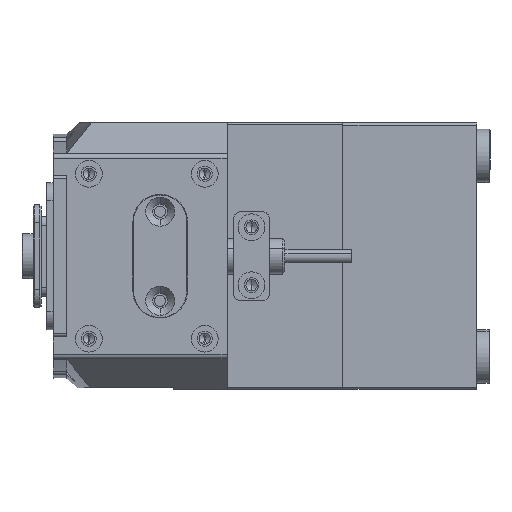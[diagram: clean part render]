
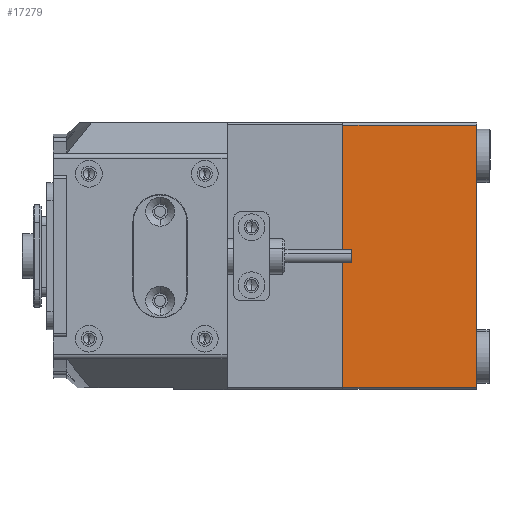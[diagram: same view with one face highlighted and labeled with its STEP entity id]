
A CAD part, left-side view. The second image highlights one B-rep face of the part: STEP entity #17279.
In plain terms, the highlighted planar face has unit normal (-1, 0, 0).
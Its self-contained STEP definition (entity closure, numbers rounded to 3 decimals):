
#2634 = VERTEX_POINT ( 'NONE', #41652 ) ;
#2982 = DIRECTION ( 'NONE',  ( 1., 0., 0. ) ) ;
#6529 = EDGE_CURVE ( 'NONE', #8045, #2634, #15295, .T. ) ;
#8045 = VERTEX_POINT ( 'NONE', #33944 ) ;
#8378 = DIRECTION ( 'NONE',  ( 0., 1., 0. ) ) ;
#9906 = DIRECTION ( 'NONE',  ( 0., 0., 1. ) ) ;
#11991 = CARTESIAN_POINT ( 'NONE',  ( -50.5, 29.4, -30. ) ) ;
#13590 = CARTESIAN_POINT ( 'NONE',  ( -50.5, -29.4, -30. ) ) ;
#15295 = LINE ( 'NONE', #27117, #26078 ) ;
#17279 = ADVANCED_FACE ( 'NONE', ( #47943 ), #45112, .F. ) ;
#17904 = VECTOR ( 'NONE', #42019, 1000. ) ;
#17970 = LINE ( 'NONE', #13590, #47271 ) ;
#18108 = VERTEX_POINT ( 'NONE', #31529 ) ;
#22801 = CARTESIAN_POINT ( 'NONE',  ( -50.5, 29.4, -30. ) ) ;
#22859 = VECTOR ( 'NONE', #38027, 1000. ) ;
#26078 = VECTOR ( 'NONE', #8378, 1000. ) ;
#26916 = AXIS2_PLACEMENT_3D ( 'NONE', #48794, #2982, #48464 ) ;
#27117 = CARTESIAN_POINT ( 'NONE',  ( -50.5, 29.9, 0. ) ) ;
#27604 = LINE ( 'NONE', #30194, #22859 ) ;
#30194 = CARTESIAN_POINT ( 'NONE',  ( -50.5, 29.9, -30. ) ) ;
#31529 = CARTESIAN_POINT ( 'NONE',  ( -50.5, -29.4, -30. ) ) ;
#32447 = ORIENTED_EDGE ( 'NONE', *, *, #32952, .F. ) ;
#32952 = EDGE_CURVE ( 'NONE', #18108, #46410, #27604, .T. ) ;
#33944 = CARTESIAN_POINT ( 'NONE',  ( -50.5, -29.4, 0. ) ) ;
#34748 = ORIENTED_EDGE ( 'NONE', *, *, #36429, .T. ) ;
#36429 = EDGE_CURVE ( 'NONE', #18108, #8045, #17970, .T. ) ;
#38027 = DIRECTION ( 'NONE',  ( 0., 1., 0. ) ) ;
#39001 = ORIENTED_EDGE ( 'NONE', *, *, #43812, .T. ) ;
#41652 = CARTESIAN_POINT ( 'NONE',  ( -50.5, 29.4, 0. ) ) ;
#42019 = DIRECTION ( 'NONE',  ( 0., 0., -1. ) ) ;
#43039 = LINE ( 'NONE', #22801, #17904 ) ;
#43812 = EDGE_CURVE ( 'NONE', #2634, #46410, #43039, .T. ) ;
#45112 = PLANE ( 'NONE',  #26916 ) ;
#46410 = VERTEX_POINT ( 'NONE', #11991 ) ;
#47271 = VECTOR ( 'NONE', #9906, 1000. ) ;
#47893 = ORIENTED_EDGE ( 'NONE', *, *, #6529, .T. ) ;
#47943 = FACE_OUTER_BOUND ( 'NONE', #49460, .T. ) ;
#48464 = DIRECTION ( 'NONE',  ( 0., 1., 0. ) ) ;
#48794 = CARTESIAN_POINT ( 'NONE',  ( -50.5, 29.9, -30. ) ) ;
#49460 = EDGE_LOOP ( 'NONE', ( #47893, #39001, #32447, #34748 ) ) ;
